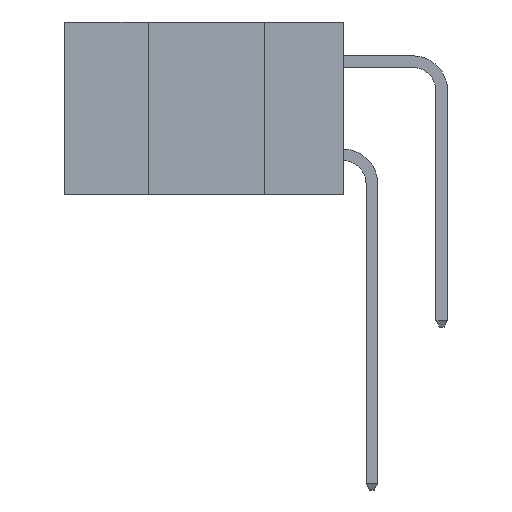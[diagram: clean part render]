
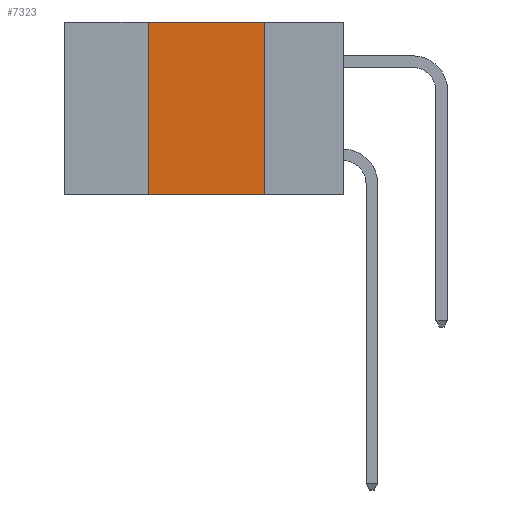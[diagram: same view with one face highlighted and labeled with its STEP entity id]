
A CAD part, left-side view. The second image highlights one B-rep face of the part: STEP entity #7323.
In plain terms, the highlighted planar face has unit normal (-1, 0, 0).
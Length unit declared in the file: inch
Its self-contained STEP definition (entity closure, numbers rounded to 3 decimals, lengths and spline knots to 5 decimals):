
#545 = LINE ( 'NONE', #11917, #13160 ) ;
#887 = CARTESIAN_POINT ( 'NONE',  ( 0., 0.42, -0.37 ) ) ;
#904 = DIRECTION ( 'NONE',  ( 0., 0., 1. ) ) ;
#1629 = VERTEX_POINT ( 'NONE', #11894 ) ;
#1665 = CARTESIAN_POINT ( 'NONE',  ( 0., 0.42, -0.37 ) ) ;
#2050 = LINE ( 'NONE', #887, #11423 ) ;
#2098 = VERTEX_POINT ( 'NONE', #12054 ) ;
#3523 = ORIENTED_EDGE ( 'NONE', *, *, #12201, .T. ) ;
#4234 = VECTOR ( 'NONE', #6454, 39.37008 ) ;
#4582 = VECTOR ( 'NONE', #7610, 39.37008 ) ;
#5342 = LINE ( 'NONE', #14659, #4582 ) ;
#5397 = FACE_OUTER_BOUND ( 'NONE', #11482, .T. ) ;
#5750 = EDGE_CURVE ( 'NONE', #15412, #2098, #545, .T. ) ;
#6315 = AXIS2_PLACEMENT_3D ( 'NONE', #12770, #12726, #12713 ) ;
#6454 = DIRECTION ( 'NONE',  ( 0., -1., 0. ) ) ;
#7323 = ADVANCED_FACE ( 'NONE', ( #5397 ), #12795, .F. ) ;
#7610 = DIRECTION ( 'NONE',  ( 0., 0., -1. ) ) ;
#7924 = LINE ( 'NONE', #13615, #4234 ) ;
#8164 = ORIENTED_EDGE ( 'NONE', *, *, #8243, .F. ) ;
#8243 = EDGE_CURVE ( 'NONE', #9091, #15412, #2050, .T. ) ;
#9091 = VERTEX_POINT ( 'NONE', #1665 ) ;
#11413 = DIRECTION ( 'NONE',  ( 0., -1., 0. ) ) ;
#11423 = VECTOR ( 'NONE', #904, 39.37008 ) ;
#11482 = EDGE_LOOP ( 'NONE', ( #14087, #13390, #8164, #3523 ) ) ;
#11894 = CARTESIAN_POINT ( 'NONE',  ( 0., 0.17, -0.37 ) ) ;
#11917 = CARTESIAN_POINT ( 'NONE',  ( 0., 0.6, 0. ) ) ;
#12054 = CARTESIAN_POINT ( 'NONE',  ( 0., 0.17, 0. ) ) ;
#12201 = EDGE_CURVE ( 'NONE', #9091, #1629, #7924, .T. ) ;
#12713 = DIRECTION ( 'NONE',  ( 0., 0., -1. ) ) ;
#12726 = DIRECTION ( 'NONE',  ( 1., 0., 0. ) ) ;
#12770 = CARTESIAN_POINT ( 'NONE',  ( 0., 0.6, 0. ) ) ;
#12795 = PLANE ( 'NONE',  #6315 ) ;
#13160 = VECTOR ( 'NONE', #11413, 39.37008 ) ;
#13390 = ORIENTED_EDGE ( 'NONE', *, *, #5750, .F. ) ;
#13483 = EDGE_CURVE ( 'NONE', #2098, #1629, #5342, .T. ) ;
#13615 = CARTESIAN_POINT ( 'NONE',  ( 0., 0.6, -0.37 ) ) ;
#14087 = ORIENTED_EDGE ( 'NONE', *, *, #13483, .F. ) ;
#14659 = CARTESIAN_POINT ( 'NONE',  ( 0., 0.17, -0.37 ) ) ;
#15039 = CARTESIAN_POINT ( 'NONE',  ( 0., 0.42, 0. ) ) ;
#15412 = VERTEX_POINT ( 'NONE', #15039 ) ;
